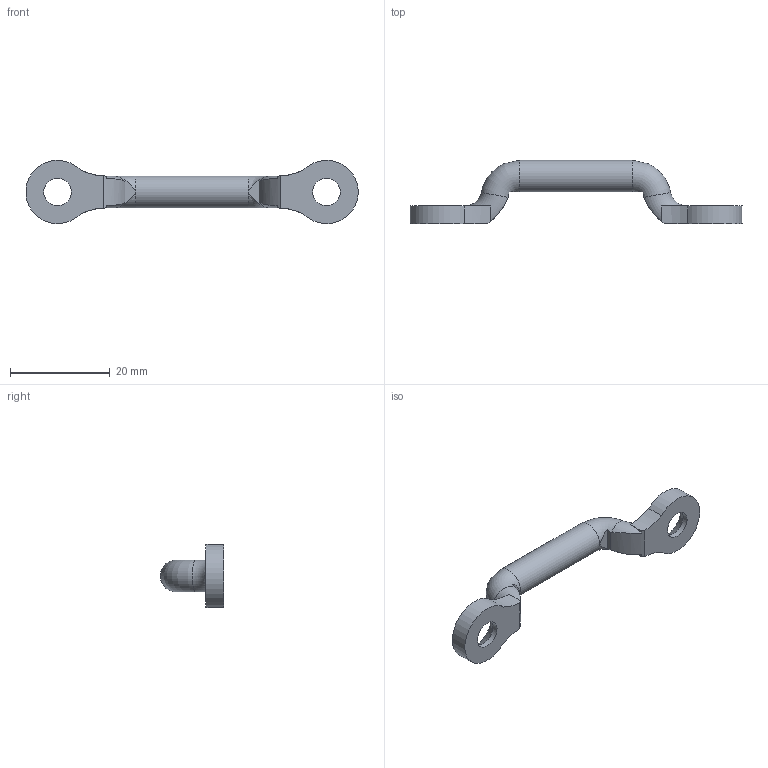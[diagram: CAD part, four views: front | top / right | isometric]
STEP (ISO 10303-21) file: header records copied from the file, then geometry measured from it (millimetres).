
FILE_DESCRIPTION(/* description */ ('FOOTMAN LOOP FOR 1" STRAP'),/* implementation_level */ '2;1');
FILE_NAME(/* name */ '6411-B CHART.stp',/* time_stamp */ '2023-11-21T11:45:00-05:00',/* author */ ('dtinay'),/* organization */ (''),/* preprocessor_version */ 'ST-DEVELOPER v20',/* originating_system */ 'Autodesk Inventor 2024',/* authorisation */ '');
FILE_SCHEMA (('AUTOMOTIVE_DESIGN { 1 0 10303 214 3 1 1 }'));
Length unit declared in the file: inch
Products named in the file (1): 6411-B
Bounding box: 66.5 x 12.7 x 12.65 mm (x, y, z)
Volume: 2126.9 mm3; surface area: 1744.1 mm2
Topology: 1 solids, 1 shells, 33 faces, 90 edges, 57 vertices
Faces by surface type: plane 16, cylinder 11, torus 4, cone 2
Full cylindrical faces by diameter (mm): 5.537 x2, 6.35 x1
Entity records: 1212 total; most frequent: CARTESIAN_POINT 365, ORIENTED_EDGE 180, DIRECTION 153, EDGE_CURVE 90, AXIS2_PLACEMENT_3D 61, VERTEX_POINT 57, EDGE_LOOP 35, FACE_OUTER_BOUND 33
